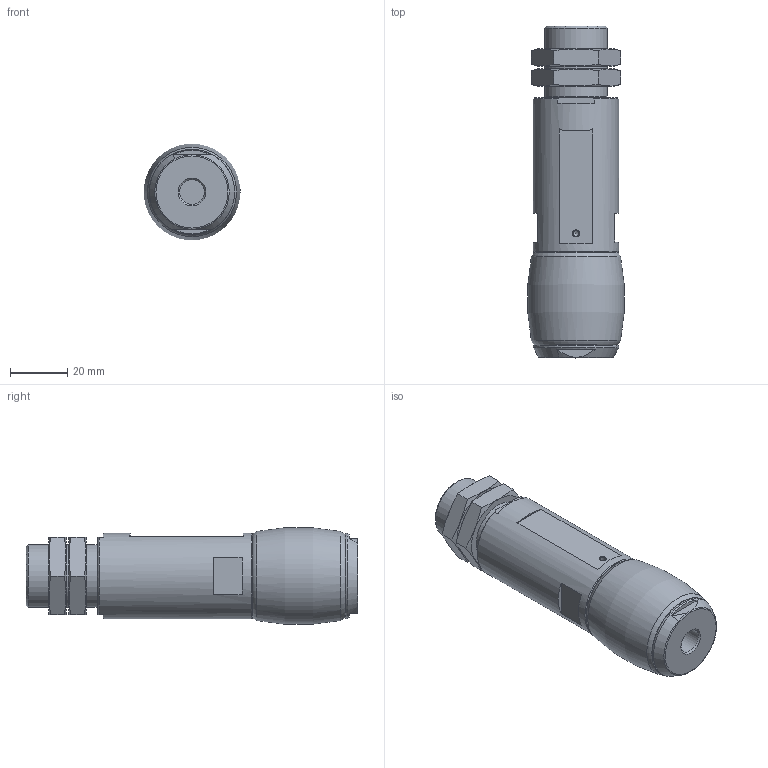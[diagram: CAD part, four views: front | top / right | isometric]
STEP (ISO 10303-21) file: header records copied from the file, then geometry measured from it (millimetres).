
FILE_DESCRIPTION(/* description */ ('STEP AP214'),/* implementation_level */ '2;1');
FILE_NAME(/* name */ '1320816_DHEB-33-E-U-E-L',/* time_stamp */ '2024-08-19T16:50:11+02:00',/* author */ ('License CC BY-ND 4.0'),/* organization */ ('CADENAS'),/* preprocessor_version */ 'ST-DEVELOPER v19.3',/* originating_system */ 'PARTsolutions',/* authorisation */ ' ');
FILE_SCHEMA (('AUTOMOTIVE_DESIGN {1 0 10303 214 3 1 1}'));
Length unit declared in the file: millimetre
Products named in the file (5): 1320816 DHEB-33-E-U-E-L---(AUS); 1322612 DHEB-33-E-U-E-L; 1322617 DHEB-33-E-U-E-L---(AUS); 1448950 DHAS-GB-B14-33-S---(MOD-AUS-U); 337143 VAL-1/8-10 M22X1.5-6-27
Assembly tree (5 placements, depth 2):
  1320816 DHEB-33-E-U-E-L---(AUS)
    1322612 DHEB-33-E-U-E-L
    1322617 DHEB-33-E-U-E-L---(AUS)
    1448950 DHAS-GB-B14-33-S---(MOD-AUS-U)
    337143 VAL-1/8-10 M22X1.5-6-27  x2
Bounding box: 33.66 x 116 x 33.67 mm (x, y, z)
Volume: 69868 mm3; surface area: 28367.4 mm2
Topology: 5 solids, 5 shells, 98 faces, 209 edges, 133 vertices
Faces by surface type: plane 51, cylinder 21, cone 19, torus 7
Full cylindrical faces by diameter (mm): 1.5 x1, 2.013 x1, 2.8 x1, 5 x2, 7 x2, 8.566 x2, 15 x3, 17 x2, 20.376 x2, 22 x1, 25 x2, 29.8 x1, 30 x1
Entity records: 2154 total; most frequent: CARTESIAN_POINT 419, DIRECTION 351, ORIENTED_EDGE 248, AXIS2_PLACEMENT_3D 161, FACE_BOUND 147, EDGE_LOOP 145, EDGE_CURVE 124, VERTEX_POINT 103
